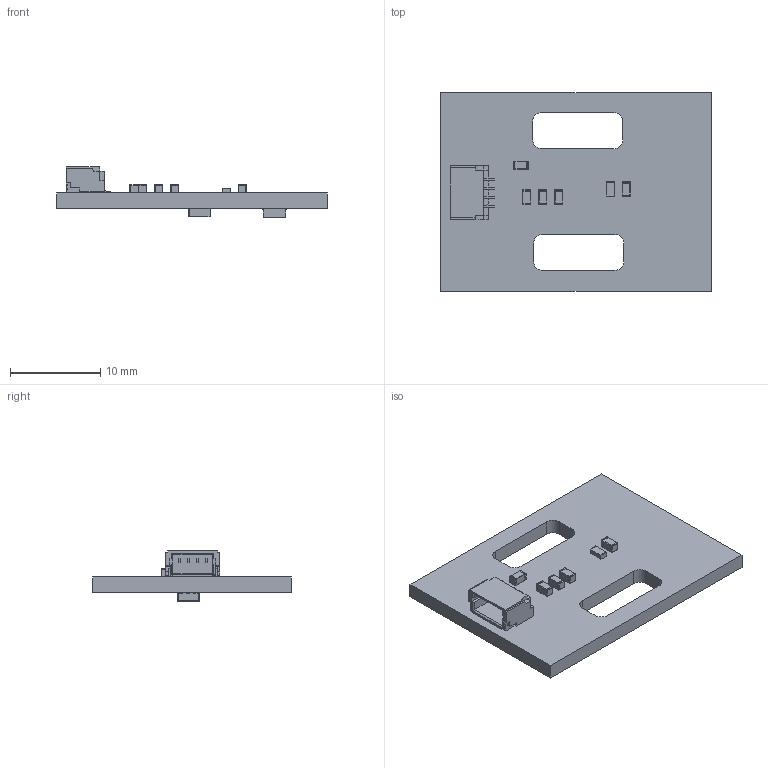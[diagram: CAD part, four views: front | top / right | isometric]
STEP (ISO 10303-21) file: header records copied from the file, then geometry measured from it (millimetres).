
FILE_DESCRIPTION(('Open CASCADE Model'),'2;1');
FILE_NAME('Open CASCADE Shape Model','2024-03-12T22:37:49',('Author'),( 'Open CASCADE'),'Open CASCADE STEP processor 6.8','Open CASCADE 6.8' ,'Unknown');
FILE_SCHEMA(('AUTOMOTIVE_DESIGN { 1 0 10303 214 1 1 1 1 }'));
Length unit declared in the file: millimetre
Products named in the file (1): PCB
Bounding box: 30 x 22 x 5.6 mm (x, y, z)
Volume: 1038.2 mm3; surface area: 1743.7 mm2
Topology: 37 solids, 220 shells, 759 faces, 2255 edges, 1708 vertices
Faces by surface type: plane 521, cylinder 189, sphere 40, torus 9
Full cylindrical faces by diameter (mm): 0.3 x1, 0.312 x1, 0.8 x2
Entity records: 26677 total; most frequent: CARTESIAN_POINT 4683, DIRECTION 4206, ORIENTED_EDGE 3600, EDGE_CURVE 2215, LINE 1744, VECTOR 1744, VERTEX_POINT 1708, AXIS2_PLACEMENT_3D 1231
